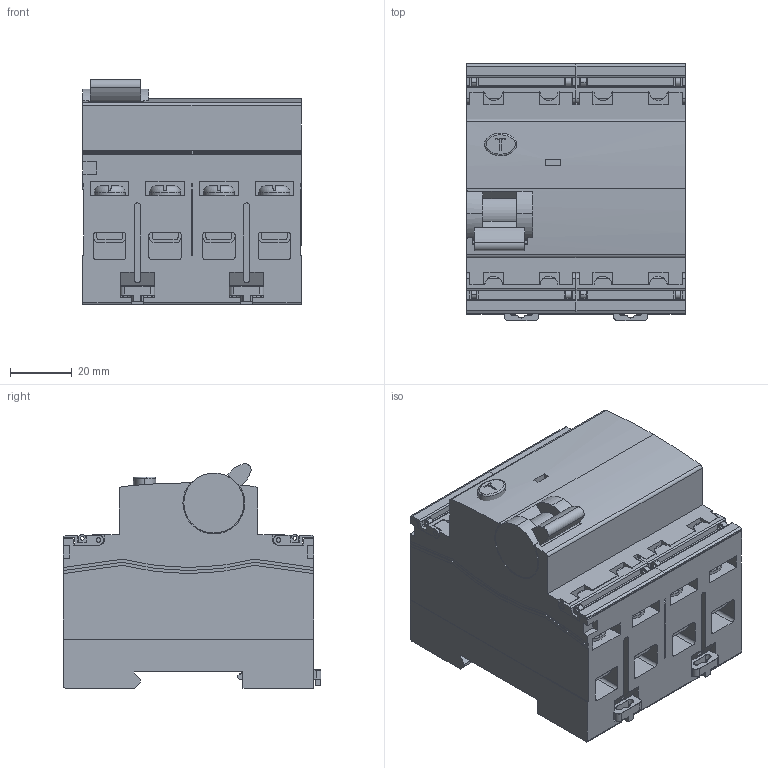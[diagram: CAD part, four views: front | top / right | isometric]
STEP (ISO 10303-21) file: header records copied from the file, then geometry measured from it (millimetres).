
FILE_DESCRIPTION (( 'STEP AP214' ), '1' );
FILE_NAME ('薩-100N 4P.STEP', '2023-07-06T08:11:42', ( '' ), ( '' ), 'SwSTEP 2.0', 'SolidWorks 2021', '' );
FILE_SCHEMA (( 'AUTOMOTIVE_DESIGN' ));
Length unit declared in the file: millimetre
Products named in the file (1): 薩-100N 4P
Bounding box: 71 x 83.75 x 73.06 mm (x, y, z)
Volume: 292419.6 mm3; surface area: 64575.5 mm2
Topology: 23 solids, 25 shells, 2263 faces, 6092 edges, 3936 vertices
Faces by surface type: plane 1431, cylinder 542, bspline 152, torus 90, sphere 48
Entity records: 81264 total; most frequent: CARTESIAN_POINT 20304, ORIENTED_EDGE 12124, DIRECTION 11042, EDGE_CURVE 6062, VECTOR 4422, LINE 4422, VERTEX_POINT 3936, AXIS2_PLACEMENT_3D 3310
